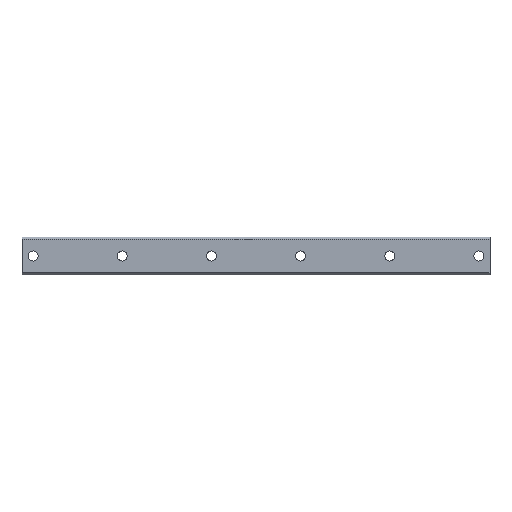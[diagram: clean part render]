
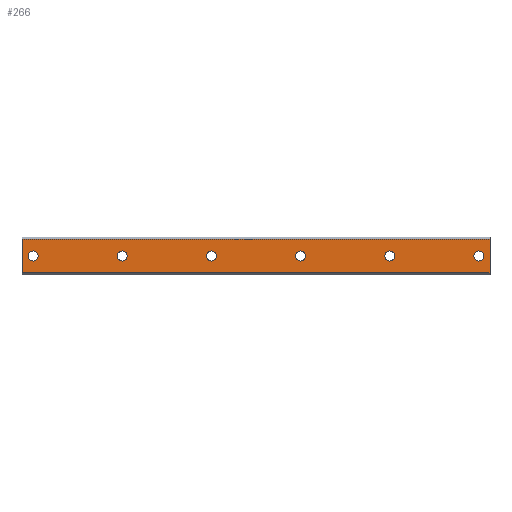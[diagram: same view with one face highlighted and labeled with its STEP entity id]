
A CAD part, front view. The second image highlights one B-rep face of the part: STEP entity #266.
In plain terms, the highlighted planar face has unit normal (0, -1, 0).
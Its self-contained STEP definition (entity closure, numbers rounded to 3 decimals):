
#1 = VERTEX_POINT ( 'NONE', #231 ) ;
#8 = FACE_BOUND ( 'NONE', #189, .T. ) ;
#21 = CARTESIAN_POINT ( 'NONE',  ( 410., 0., 14.95 ) ) ;
#22 = CIRCLE ( 'NONE', #1125, 4.5 ) ;
#30 = ORIENTED_EDGE ( 'NONE', *, *, #592, .F. ) ;
#33 = FACE_BOUND ( 'NONE', #107, .T. ) ;
#43 = VECTOR ( 'NONE', #1694, 1000. ) ;
#54 = EDGE_LOOP ( 'NONE', ( #1643, #1527 ) ) ;
#63 = CARTESIAN_POINT ( 'NONE',  ( 80., 0., 0. ) ) ;
#67 = CIRCLE ( 'NONE', #1523, 4.5 ) ;
#69 = EDGE_CURVE ( 'NONE', #1355, #144, #1241, .T. ) ;
#86 = ORIENTED_EDGE ( 'NONE', *, *, #929, .F. ) ;
#95 = CARTESIAN_POINT ( 'NONE',  ( 410., 0., 14.95 ) ) ;
#107 = EDGE_LOOP ( 'NONE', ( #802, #924 ) ) ;
#122 = EDGE_LOOP ( 'NONE', ( #1086, #30 ) ) ;
#125 = VERTEX_POINT ( 'NONE', #1160 ) ;
#144 = VERTEX_POINT ( 'NONE', #1559 ) ;
#151 = CARTESIAN_POINT ( 'NONE',  ( 0., 0., 0. ) ) ;
#155 = EDGE_CURVE ( 'NONE', #1033, #1549, #1381, .T. ) ;
#163 = LINE ( 'NONE', #1590, #1623 ) ;
#169 = AXIS2_PLACEMENT_3D ( 'NONE', #151, #1316, #1059 ) ;
#189 = EDGE_LOOP ( 'NONE', ( #777, #1744 ) ) ;
#194 = ORIENTED_EDGE ( 'NONE', *, *, #69, .F. ) ;
#205 = DIRECTION ( 'NONE',  ( 0., 0., 1. ) ) ;
#207 = DIRECTION ( 'NONE',  ( 0., -1., 0. ) ) ;
#223 = DIRECTION ( 'NONE',  ( 0., -1., 0. ) ) ;
#231 = CARTESIAN_POINT ( 'NONE',  ( 320., 0., 4.5 ) ) ;
#240 = DIRECTION ( 'NONE',  ( 0., -1., 0. ) ) ;
#246 = AXIS2_PLACEMENT_3D ( 'NONE', #927, #240, #792 ) ;
#250 = AXIS2_PLACEMENT_3D ( 'NONE', #689, #950, #1126 ) ;
#255 = VERTEX_POINT ( 'NONE', #331 ) ;
#266 = ADVANCED_FACE ( 'NONE', ( #1023, #33, #756, #1327, #8, #581, #1295 ), #617, .F. ) ;
#283 = CIRCLE ( 'NONE', #246, 4.5 ) ;
#291 = CARTESIAN_POINT ( 'NONE',  ( -10., 0., -14.95 ) ) ;
#294 = AXIS2_PLACEMENT_3D ( 'NONE', #1331, #1066, #205 ) ;
#312 = VECTOR ( 'NONE', #1203, 1000. ) ;
#331 = CARTESIAN_POINT ( 'NONE',  ( 160., 0., -4.5 ) ) ;
#353 = CIRCLE ( 'NONE', #1566, 4.5 ) ;
#369 = VERTEX_POINT ( 'NONE', #1581 ) ;
#378 = DIRECTION ( 'NONE',  ( 0., 0., 1. ) ) ;
#379 = EDGE_CURVE ( 'NONE', #1128, #699, #163, .T. ) ;
#380 = CIRCLE ( 'NONE', #1301, 4.5 ) ;
#403 = EDGE_LOOP ( 'NONE', ( #975, #1413, #194, #86 ) ) ;
#436 = EDGE_LOOP ( 'NONE', ( #501, #1713 ) ) ;
#492 = VERTEX_POINT ( 'NONE', #1622 ) ;
#501 = ORIENTED_EDGE ( 'NONE', *, *, #1008, .F. ) ;
#514 = EDGE_CURVE ( 'NONE', #1671, #1787, #1284, .T. ) ;
#527 = CARTESIAN_POINT ( 'NONE',  ( 160., 0., 0. ) ) ;
#534 = EDGE_CURVE ( 'NONE', #1231, #1051, #67, .T. ) ;
#542 = ORIENTED_EDGE ( 'NONE', *, *, #572, .F. ) ;
#557 = VECTOR ( 'NONE', #1370, 1000. ) ;
#558 = CARTESIAN_POINT ( 'NONE',  ( 240., 0., 0. ) ) ;
#572 = EDGE_CURVE ( 'NONE', #492, #369, #283, .T. ) ;
#578 = AXIS2_PLACEMENT_3D ( 'NONE', #1704, #1000, #1560 ) ;
#581 = FACE_BOUND ( 'NONE', #436, .T. ) ;
#592 = EDGE_CURVE ( 'NONE', #1051, #1231, #1146, .T. ) ;
#617 = PLANE ( 'NONE',  #1256 ) ;
#688 = EDGE_CURVE ( 'NONE', #369, #492, #937, .T. ) ;
#689 = CARTESIAN_POINT ( 'NONE',  ( 320., 0., 0. ) ) ;
#699 = VERTEX_POINT ( 'NONE', #291 ) ;
#734 = CARTESIAN_POINT ( 'NONE',  ( -10., 0., 14.95 ) ) ;
#735 = CIRCLE ( 'NONE', #294, 4.5 ) ;
#756 = FACE_BOUND ( 'NONE', #844, .T. ) ;
#762 = LINE ( 'NONE', #1354, #312 ) ;
#777 = ORIENTED_EDGE ( 'NONE', *, *, #1775, .F. ) ;
#792 = DIRECTION ( 'NONE',  ( 0., 0., 1. ) ) ;
#802 = ORIENTED_EDGE ( 'NONE', *, *, #155, .F. ) ;
#806 = LINE ( 'NONE', #95, #557 ) ;
#844 = EDGE_LOOP ( 'NONE', ( #1796, #542 ) ) ;
#852 = CIRCLE ( 'NONE', #250, 4.5 ) ;
#897 = CARTESIAN_POINT ( 'NONE',  ( 320., 0., 0. ) ) ;
#924 = ORIENTED_EDGE ( 'NONE', *, *, #1428, .F. ) ;
#927 = CARTESIAN_POINT ( 'NONE',  ( 400., 0., 0. ) ) ;
#929 = EDGE_CURVE ( 'NONE', #699, #1355, #762, .T. ) ;
#934 = CARTESIAN_POINT ( 'NONE',  ( 240., 0., -4.5 ) ) ;
#935 = DIRECTION ( 'NONE',  ( 0., 0., 1. ) ) ;
#937 = CIRCLE ( 'NONE', #578, 4.5 ) ;
#950 = DIRECTION ( 'NONE',  ( 0., -1., 0. ) ) ;
#968 = CARTESIAN_POINT ( 'NONE',  ( 80., 0., -4.5 ) ) ;
#975 = ORIENTED_EDGE ( 'NONE', *, *, #379, .F. ) ;
#996 = DIRECTION ( 'NONE',  ( 0., 0., 1. ) ) ;
#1000 = DIRECTION ( 'NONE',  ( 0., -1., 0. ) ) ;
#1008 = EDGE_CURVE ( 'NONE', #1824, #255, #1286, .T. ) ;
#1023 = FACE_OUTER_BOUND ( 'NONE', #403, .T. ) ;
#1033 = VERTEX_POINT ( 'NONE', #1265 ) ;
#1043 = EDGE_CURVE ( 'NONE', #125, #1, #852, .T. ) ;
#1051 = VERTEX_POINT ( 'NONE', #968 ) ;
#1055 = CARTESIAN_POINT ( 'NONE',  ( 80., 0., 0. ) ) ;
#1059 = DIRECTION ( 'NONE',  ( 0., 0., 1. ) ) ;
#1066 = DIRECTION ( 'NONE',  ( 0., -1., 0. ) ) ;
#1068 = DIRECTION ( 'NONE',  ( 0., -1., 0. ) ) ;
#1075 = DIRECTION ( 'NONE',  ( 0., 0., 1. ) ) ;
#1084 = AXIS2_PLACEMENT_3D ( 'NONE', #63, #1068, #1634 ) ;
#1086 = ORIENTED_EDGE ( 'NONE', *, *, #534, .F. ) ;
#1120 = EDGE_CURVE ( 'NONE', #144, #1128, #806, .T. ) ;
#1123 = EDGE_CURVE ( 'NONE', #255, #1824, #22, .T. ) ;
#1125 = AXIS2_PLACEMENT_3D ( 'NONE', #527, #1555, #996 ) ;
#1126 = DIRECTION ( 'NONE',  ( 0., 0., 1. ) ) ;
#1128 = VERTEX_POINT ( 'NONE', #1136 ) ;
#1136 = CARTESIAN_POINT ( 'NONE',  ( 410., 0., -14.95 ) ) ;
#1146 = CIRCLE ( 'NONE', #1084, 4.5 ) ;
#1155 = DIRECTION ( 'NONE',  ( -1., 0., 0. ) ) ;
#1160 = CARTESIAN_POINT ( 'NONE',  ( 320., 0., -4.5 ) ) ;
#1174 = DIRECTION ( 'NONE',  ( 0., 1., 0. ) ) ;
#1189 = DIRECTION ( 'NONE',  ( 0., -1., 0. ) ) ;
#1193 = DIRECTION ( 'NONE',  ( 0., 0., 1. ) ) ;
#1203 = DIRECTION ( 'NONE',  ( 0., 0., 1. ) ) ;
#1231 = VERTEX_POINT ( 'NONE', #1535 ) ;
#1241 = LINE ( 'NONE', #1674, #43 ) ;
#1256 = AXIS2_PLACEMENT_3D ( 'NONE', #21, #1174, #1193 ) ;
#1265 = CARTESIAN_POINT ( 'NONE',  ( 0., 0., 4.5 ) ) ;
#1267 = CARTESIAN_POINT ( 'NONE',  ( 160., 0., 4.5 ) ) ;
#1284 = CIRCLE ( 'NONE', #1409, 4.5 ) ;
#1286 = CIRCLE ( 'NONE', #1650, 4.5 ) ;
#1295 = FACE_BOUND ( 'NONE', #122, .T. ) ;
#1301 = AXIS2_PLACEMENT_3D ( 'NONE', #897, #1189, #1075 ) ;
#1316 = DIRECTION ( 'NONE',  ( 0., -1., 0. ) ) ;
#1327 = FACE_BOUND ( 'NONE', #54, .T. ) ;
#1331 = CARTESIAN_POINT ( 'NONE',  ( 0., 0., 0. ) ) ;
#1354 = CARTESIAN_POINT ( 'NONE',  ( -10., 0., 14.95 ) ) ;
#1355 = VERTEX_POINT ( 'NONE', #734 ) ;
#1357 = CARTESIAN_POINT ( 'NONE',  ( 240., 0., 0. ) ) ;
#1370 = DIRECTION ( 'NONE',  ( 0., 0., -1. ) ) ;
#1381 = CIRCLE ( 'NONE', #169, 4.5 ) ;
#1409 = AXIS2_PLACEMENT_3D ( 'NONE', #1357, #207, #935 ) ;
#1413 = ORIENTED_EDGE ( 'NONE', *, *, #1120, .F. ) ;
#1428 = EDGE_CURVE ( 'NONE', #1549, #1033, #735, .T. ) ;
#1476 = CARTESIAN_POINT ( 'NONE',  ( 0., 0., -4.5 ) ) ;
#1523 = AXIS2_PLACEMENT_3D ( 'NONE', #1055, #223, #1774 ) ;
#1527 = ORIENTED_EDGE ( 'NONE', *, *, #1043, .F. ) ;
#1535 = CARTESIAN_POINT ( 'NONE',  ( 80., 0., 4.5 ) ) ;
#1539 = DIRECTION ( 'NONE',  ( 0., -1., 0. ) ) ;
#1547 = CARTESIAN_POINT ( 'NONE',  ( 240., 0., 4.5 ) ) ;
#1549 = VERTEX_POINT ( 'NONE', #1476 ) ;
#1555 = DIRECTION ( 'NONE',  ( 0., -1., 0. ) ) ;
#1559 = CARTESIAN_POINT ( 'NONE',  ( 410., 0., 14.95 ) ) ;
#1560 = DIRECTION ( 'NONE',  ( 0., 0., 1. ) ) ;
#1566 = AXIS2_PLACEMENT_3D ( 'NONE', #558, #1825, #1711 ) ;
#1581 = CARTESIAN_POINT ( 'NONE',  ( 400., 0., 4.5 ) ) ;
#1590 = CARTESIAN_POINT ( 'NONE',  ( 410., 0., -14.95 ) ) ;
#1591 = EDGE_CURVE ( 'NONE', #1, #125, #380, .T. ) ;
#1622 = CARTESIAN_POINT ( 'NONE',  ( 400., 0., -4.5 ) ) ;
#1623 = VECTOR ( 'NONE', #1155, 1000. ) ;
#1634 = DIRECTION ( 'NONE',  ( 0., 0., 1. ) ) ;
#1643 = ORIENTED_EDGE ( 'NONE', *, *, #1591, .F. ) ;
#1650 = AXIS2_PLACEMENT_3D ( 'NONE', #1670, #1539, #378 ) ;
#1670 = CARTESIAN_POINT ( 'NONE',  ( 160., 0., 0. ) ) ;
#1671 = VERTEX_POINT ( 'NONE', #934 ) ;
#1674 = CARTESIAN_POINT ( 'NONE',  ( 410., 0., 14.95 ) ) ;
#1694 = DIRECTION ( 'NONE',  ( 1., 0., 0. ) ) ;
#1704 = CARTESIAN_POINT ( 'NONE',  ( 400., 0., 0. ) ) ;
#1711 = DIRECTION ( 'NONE',  ( 0., 0., 1. ) ) ;
#1713 = ORIENTED_EDGE ( 'NONE', *, *, #1123, .F. ) ;
#1744 = ORIENTED_EDGE ( 'NONE', *, *, #514, .F. ) ;
#1774 = DIRECTION ( 'NONE',  ( 0., 0., 1. ) ) ;
#1775 = EDGE_CURVE ( 'NONE', #1787, #1671, #353, .T. ) ;
#1787 = VERTEX_POINT ( 'NONE', #1547 ) ;
#1796 = ORIENTED_EDGE ( 'NONE', *, *, #688, .F. ) ;
#1824 = VERTEX_POINT ( 'NONE', #1267 ) ;
#1825 = DIRECTION ( 'NONE',  ( 0., -1., 0. ) ) ;
